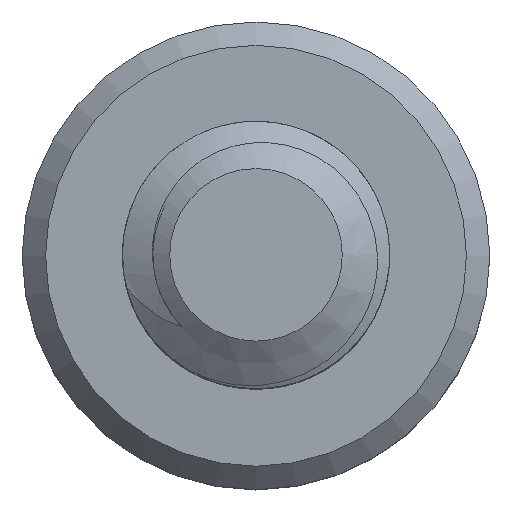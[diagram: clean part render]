
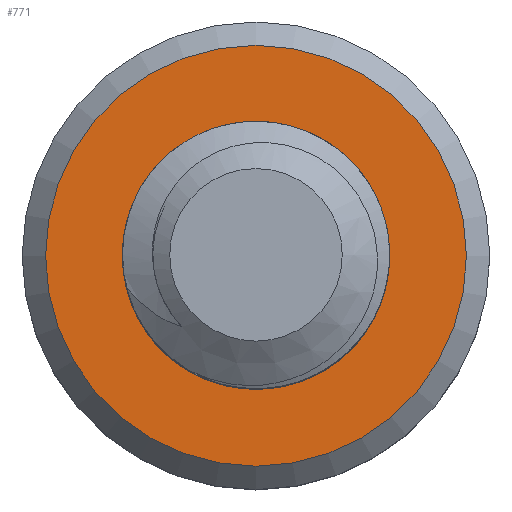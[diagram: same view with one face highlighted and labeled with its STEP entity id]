
A CAD part, top view. The second image highlights one B-rep face of the part: STEP entity #771.
In plain terms, the highlighted planar face has unit normal (0, 0, 1).
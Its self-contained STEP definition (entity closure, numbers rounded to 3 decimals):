
#16=FACE_BOUND('',#125,.T.);
#19=PLANE('',#855);
#77=FACE_OUTER_BOUND('',#124,.T.);
#124=EDGE_LOOP('',(#667,#668));
#125=EDGE_LOOP('',(#669,#670,#671,#672));
#138=CIRCLE('',#805,2.);
#142=CIRCLE('',#831,3.15);
#143=CIRCLE('',#832,3.15);
#152=CIRCLE('',#846,1.545);
#209=B_SPLINE_CURVE_WITH_KNOTS('',3,(#5839,#5840,#5841,#5842,#5843,#5844,
#5845,#5846,#5847,#5848,#5849,#5850,#5851,#5852,#5853,#5854,#5855,#5856,
#5857,#5858,#5859,#5860,#5861,#5862,#5863,#5864,#5865,#5866,#5867,#5868,
#5869,#5870,#5871,#5872,#5873,#5874,#5875,#5876,#5877,#5878,#5879,#5880,
#5881,#5882,#5883,#5884,#5885,#5886,#5887),.UNSPECIFIED.,.F.,.F.,(4,3,3,
3,3,3,3,3,3,3,3,3,3,3,3,3,4),(0.,0.02,0.032,
0.043,0.08,0.088,0.195,
0.254,0.298,0.324,0.35,
0.415,0.455,0.49,0.627,
0.72,0.802),.UNSPECIFIED.);
#210=B_SPLINE_CURVE_WITH_KNOTS('',3,(#6226,#6227,#6228,#6229,#6230,#6231,
#6232,#6233,#6234,#6235,#6236,#6237,#6238,#6239,#6240,#6241,#6242,#6243,
#6244,#6245,#6246,#6247,#6248,#6249,#6250,#6251,#6252,#6253,#6254,#6255,
#6256,#6257,#6258,#6259,#6260,#6261,#6262,#6263,#6264,#6265,#6266,#6267,
#6268),.UNSPECIFIED.,.F.,.F.,(4,3,3,3,3,3,3,3,3,3,3,3,3,3,4),(0.,0.048,
0.068,0.085,0.089,0.128,
0.166,0.203,0.217,0.229,
0.313,0.324,0.436,0.527,
0.613),.UNSPECIFIED.);
#289=VERTEX_POINT('',#1041);
#290=VERTEX_POINT('',#1109);
#337=VERTEX_POINT('',#5194);
#338=VERTEX_POINT('',#5196);
#350=VERTEX_POINT('',#5358);
#351=VERTEX_POINT('',#5423);
#364=EDGE_CURVE('',#289,#290,#138,.T.);
#433=EDGE_CURVE('',#338,#337,#142,.T.);
#434=EDGE_CURVE('',#337,#338,#143,.T.);
#451=EDGE_CURVE('',#351,#350,#152,.T.);
#455=EDGE_CURVE('',#350,#290,#209,.T.);
#456=EDGE_CURVE('',#289,#351,#210,.T.);
#667=ORIENTED_EDGE('',*,*,#433,.T.);
#668=ORIENTED_EDGE('',*,*,#434,.T.);
#669=ORIENTED_EDGE('',*,*,#364,.F.);
#670=ORIENTED_EDGE('',*,*,#456,.T.);
#671=ORIENTED_EDGE('',*,*,#451,.T.);
#672=ORIENTED_EDGE('',*,*,#455,.T.);
#771=ADVANCED_FACE('',(#77,#16),#19,.F.);
#805=AXIS2_PLACEMENT_3D('',#1110,#873,#874);
#831=AXIS2_PLACEMENT_3D('',#5197,#947,#948);
#832=AXIS2_PLACEMENT_3D('',#5198,#949,#950);
#846=AXIS2_PLACEMENT_3D('',#5424,#980,#981);
#855=AXIS2_PLACEMENT_3D('',#6280,#998,#999);
#873=DIRECTION('center_axis',(0.,0.,1.));
#874=DIRECTION('ref_axis',(1.,0.,0.));
#947=DIRECTION('center_axis',(0.,0.,1.));
#948=DIRECTION('ref_axis',(-1.,0.,0.));
#949=DIRECTION('center_axis',(0.,0.,1.));
#950=DIRECTION('ref_axis',(-1.,0.,0.));
#980=DIRECTION('center_axis',(0.,0.,-1.));
#981=DIRECTION('ref_axis',(1.,0.,0.));
#998=DIRECTION('center_axis',(0.,0.,-1.));
#999=DIRECTION('ref_axis',(-1.,0.,0.));
#1041=CARTESIAN_POINT('',(0.874,-1.799,-8.));
#1109=CARTESIAN_POINT('',(1.894,-0.643,-8.));
#1110=CARTESIAN_POINT('Origin',(0.,0.,-8.));
#5194=CARTESIAN_POINT('',(3.15,0.,-8.));
#5196=CARTESIAN_POINT('',(-3.15,0.,-8.));
#5197=CARTESIAN_POINT('Origin',(0.,0.,-8.));
#5198=CARTESIAN_POINT('Origin',(0.,0.,-8.));
#5358=CARTESIAN_POINT('',(-0.675,1.39,-8.));
#5423=CARTESIAN_POINT('',(-1.463,0.497,-8.));
#5424=CARTESIAN_POINT('Origin',(0.,0.,-8.));
#5839=CARTESIAN_POINT('Ctrl Pts',(-0.675,1.39,-8.));
#5840=CARTESIAN_POINT('Ctrl Pts',(-0.619,1.427,-8.));
#5841=CARTESIAN_POINT('Ctrl Pts',(-0.561,1.46,-8.));
#5842=CARTESIAN_POINT('Ctrl Pts',(-0.501,1.489,-8.));
#5843=CARTESIAN_POINT('Ctrl Pts',(-0.464,1.506,-8.));
#5844=CARTESIAN_POINT('Ctrl Pts',(-0.427,1.523,-8.));
#5845=CARTESIAN_POINT('Ctrl Pts',(-0.389,1.538,-8.));
#5846=CARTESIAN_POINT('Ctrl Pts',(-0.355,1.55,-8.));
#5847=CARTESIAN_POINT('Ctrl Pts',(-0.321,1.562,-8.));
#5848=CARTESIAN_POINT('Ctrl Pts',(-0.289,1.572,-8.));
#5849=CARTESIAN_POINT('Ctrl Pts',(-0.177,1.607,-8.));
#5850=CARTESIAN_POINT('Ctrl Pts',(-0.078,1.624,-8.));
#5851=CARTESIAN_POINT('Ctrl Pts',(0.,1.632,
-8.));
#5852=CARTESIAN_POINT('Ctrl Pts',(0.017,1.634,-8.));
#5853=CARTESIAN_POINT('Ctrl Pts',(0.033,1.635,-8.));
#5854=CARTESIAN_POINT('Ctrl Pts',(0.049,1.636,-8.));
#5855=CARTESIAN_POINT('Ctrl Pts',(0.246,1.652,-8.));
#5856=CARTESIAN_POINT('Ctrl Pts',(0.445,1.633,-8.));
#5857=CARTESIAN_POINT('Ctrl Pts',(0.636,1.581,-8.));
#5858=CARTESIAN_POINT('Ctrl Pts',(0.74,1.553,-8.));
#5859=CARTESIAN_POINT('Ctrl Pts',(0.842,1.515,-8.));
#5860=CARTESIAN_POINT('Ctrl Pts',(0.939,1.467,-8.));
#5861=CARTESIAN_POINT('Ctrl Pts',(1.013,1.431,-8.));
#5862=CARTESIAN_POINT('Ctrl Pts',(1.084,1.39,-8.));
#5863=CARTESIAN_POINT('Ctrl Pts',(1.152,1.344,-8.));
#5864=CARTESIAN_POINT('Ctrl Pts',(1.192,1.317,-8.));
#5865=CARTESIAN_POINT('Ctrl Pts',(1.232,1.287,-8.));
#5866=CARTESIAN_POINT('Ctrl Pts',(1.27,1.256,-8.));
#5867=CARTESIAN_POINT('Ctrl Pts',(1.306,1.227,-8.));
#5868=CARTESIAN_POINT('Ctrl Pts',(1.341,1.196,-8.));
#5869=CARTESIAN_POINT('Ctrl Pts',(1.374,1.165,-8.));
#5870=CARTESIAN_POINT('Ctrl Pts',(1.457,1.085,-8.));
#5871=CARTESIAN_POINT('Ctrl Pts',(1.528,1.001,-8.));
#5872=CARTESIAN_POINT('Ctrl Pts',(1.588,0.917,-8.));
#5873=CARTESIAN_POINT('Ctrl Pts',(1.625,0.866,-8.));
#5874=CARTESIAN_POINT('Ctrl Pts',(1.658,0.814,-8.));
#5875=CARTESIAN_POINT('Ctrl Pts',(1.687,0.764,-8.));
#5876=CARTESIAN_POINT('Ctrl Pts',(1.713,0.719,-8.));
#5877=CARTESIAN_POINT('Ctrl Pts',(1.736,0.676,-8.));
#5878=CARTESIAN_POINT('Ctrl Pts',(1.757,0.631,-8.));
#5879=CARTESIAN_POINT('Ctrl Pts',(1.84,0.458,-8.));
#5880=CARTESIAN_POINT('Ctrl Pts',(1.896,0.274,-8.));
#5881=CARTESIAN_POINT('Ctrl Pts',(1.924,0.084,-8.));
#5882=CARTESIAN_POINT('Ctrl Pts',(1.943,-0.043,
-8.));
#5883=CARTESIAN_POINT('Ctrl Pts',(1.95,-0.173,-8.));
#5884=CARTESIAN_POINT('Ctrl Pts',(1.943,-0.301,-8.));
#5885=CARTESIAN_POINT('Ctrl Pts',(1.937,-0.416,-8.));
#5886=CARTESIAN_POINT('Ctrl Pts',(1.92,-0.53,-8.));
#5887=CARTESIAN_POINT('Ctrl Pts',(1.894,-0.643,-8.));
#6226=CARTESIAN_POINT('Ctrl Pts',(0.874,-1.799,-8.));
#6227=CARTESIAN_POINT('Ctrl Pts',(0.723,-1.854,-8.));
#6228=CARTESIAN_POINT('Ctrl Pts',(0.567,-1.891,-8.));
#6229=CARTESIAN_POINT('Ctrl Pts',(0.409,-1.909,-8.));
#6230=CARTESIAN_POINT('Ctrl Pts',(0.342,-1.917,-8.));
#6231=CARTESIAN_POINT('Ctrl Pts',(0.275,-1.921,-8.));
#6232=CARTESIAN_POINT('Ctrl Pts',(0.208,-1.922,-8.));
#6233=CARTESIAN_POINT('Ctrl Pts',(0.152,-1.922,-8.));
#6234=CARTESIAN_POINT('Ctrl Pts',(0.097,-1.921,
-8.));
#6235=CARTESIAN_POINT('Ctrl Pts',(0.043,-1.917,-8.));
#6236=CARTESIAN_POINT('Ctrl Pts',(0.029,-1.916,
-8.));
#6237=CARTESIAN_POINT('Ctrl Pts',(0.014,-1.915,
-8.));
#6238=CARTESIAN_POINT('Ctrl Pts',(0.,-1.913,
-8.));
#6239=CARTESIAN_POINT('Ctrl Pts',(-0.123,-1.902,
-8.));
#6240=CARTESIAN_POINT('Ctrl Pts',(-0.242,-1.879,-8.));
#6241=CARTESIAN_POINT('Ctrl Pts',(-0.357,-1.844,
-8.));
#6242=CARTESIAN_POINT('Ctrl Pts',(-0.472,-1.81,-8.));
#6243=CARTESIAN_POINT('Ctrl Pts',(-0.583,-1.763,
-8.));
#6244=CARTESIAN_POINT('Ctrl Pts',(-0.689,-1.707,
-8.));
#6245=CARTESIAN_POINT('Ctrl Pts',(-0.791,-1.652,
-8.));
#6246=CARTESIAN_POINT('Ctrl Pts',(-0.888,-1.587,-8.));
#6247=CARTESIAN_POINT('Ctrl Pts',(-0.978,-1.514,-8.));
#6248=CARTESIAN_POINT('Ctrl Pts',(-1.013,-1.486,-8.));
#6249=CARTESIAN_POINT('Ctrl Pts',(-1.046,-1.456,-8.));
#6250=CARTESIAN_POINT('Ctrl Pts',(-1.078,-1.426,-8.));
#6251=CARTESIAN_POINT('Ctrl Pts',(-1.105,-1.4,-8.));
#6252=CARTESIAN_POINT('Ctrl Pts',(-1.131,-1.374,-8.));
#6253=CARTESIAN_POINT('Ctrl Pts',(-1.155,-1.348,-8.));
#6254=CARTESIAN_POINT('Ctrl Pts',(-1.328,-1.163,-8.));
#6255=CARTESIAN_POINT('Ctrl Pts',(-1.427,-0.979,
-8.));
#6256=CARTESIAN_POINT('Ctrl Pts',(-1.482,-0.856,-8.));
#6257=CARTESIAN_POINT('Ctrl Pts',(-1.489,-0.841,
-8.));
#6258=CARTESIAN_POINT('Ctrl Pts',(-1.495,-0.826,
-8.));
#6259=CARTESIAN_POINT('Ctrl Pts',(-1.501,-0.812,-8.));
#6260=CARTESIAN_POINT('Ctrl Pts',(-1.568,-0.65,-8.));
#6261=CARTESIAN_POINT('Ctrl Pts',(-1.608,-0.478,
-8.));
#6262=CARTESIAN_POINT('Ctrl Pts',(-1.619,-0.303,
-8.));
#6263=CARTESIAN_POINT('Ctrl Pts',(-1.629,-0.162,-8.));
#6264=CARTESIAN_POINT('Ctrl Pts',(-1.619,-0.02,
-8.));
#6265=CARTESIAN_POINT('Ctrl Pts',(-1.591,0.118,-8.));
#6266=CARTESIAN_POINT('Ctrl Pts',(-1.564,0.249,-8.));
#6267=CARTESIAN_POINT('Ctrl Pts',(-1.522,0.376,-8.));
#6268=CARTESIAN_POINT('Ctrl Pts',(-1.463,0.497,-8.));
#6280=CARTESIAN_POINT('Origin',(0.,0.,-8.));
